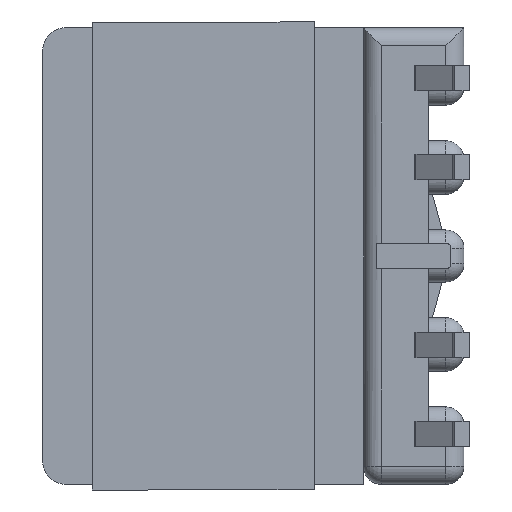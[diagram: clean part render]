
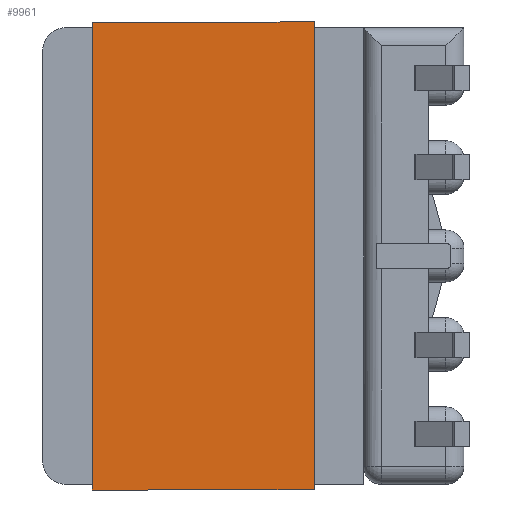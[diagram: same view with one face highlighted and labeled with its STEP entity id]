
A CAD part, left-side view. The second image highlights one B-rep face of the part: STEP entity #9961.
In plain terms, the highlighted planar face has unit normal (-1, 0, 0).
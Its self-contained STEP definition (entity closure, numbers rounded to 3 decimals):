
#73 = EDGE_CURVE ( 'NONE', #10773, #4224, #9788, .T. ) ;
#169 = CARTESIAN_POINT ( 'NONE',  ( -0.16, -12.96, -6.22 ) ) ;
#469 = CARTESIAN_POINT ( 'NONE',  ( -0.16, -12.96, -6.22 ) ) ;
#591 = CARTESIAN_POINT ( 'NONE',  ( -0.16, 0.16, -6.22 ) ) ;
#1314 = EDGE_CURVE ( 'NONE', #4224, #4754, #6025, .T. ) ;
#1393 = PLANE ( 'NONE',  #4503 ) ;
#1560 = CARTESIAN_POINT ( 'NONE',  ( -0.16, 0.16, -6.22 ) ) ;
#1573 = EDGE_CURVE ( 'NONE', #2141, #4754, #10313, .T. ) ;
#2141 = VERTEX_POINT ( 'NONE', #3928 ) ;
#2239 = DIRECTION ( 'NONE',  ( 0., -1., 0. ) ) ;
#2756 = VECTOR ( 'NONE', #2239, 1000. ) ;
#2875 = ORIENTED_EDGE ( 'NONE', *, *, #1573, .F. ) ;
#3406 = VECTOR ( 'NONE', #5234, 1000. ) ;
#3420 = FACE_OUTER_BOUND ( 'NONE', #9128, .T. ) ;
#3907 = DIRECTION ( 'NONE',  ( 0., 0., 1. ) ) ;
#3928 = CARTESIAN_POINT ( 'NONE',  ( -0.16, 0.16, 0. ) ) ;
#3963 = CARTESIAN_POINT ( 'NONE',  ( -0.16, -12.96, -6.22 ) ) ;
#4224 = VERTEX_POINT ( 'NONE', #469 ) ;
#4503 = AXIS2_PLACEMENT_3D ( 'NONE', #10584, #6875, #5098 ) ;
#4671 = EDGE_CURVE ( 'NONE', #10773, #2141, #8443, .T. ) ;
#4754 = VERTEX_POINT ( 'NONE', #5305 ) ;
#5037 = ORIENTED_EDGE ( 'NONE', *, *, #1314, .T. ) ;
#5098 = DIRECTION ( 'NONE',  ( 0., 0., 1. ) ) ;
#5234 = DIRECTION ( 'NONE',  ( 0., 0., 1. ) ) ;
#5305 = CARTESIAN_POINT ( 'NONE',  ( -0.16, -12.96, 0. ) ) ;
#5711 = VECTOR ( 'NONE', #3907, 1000. ) ;
#5973 = ORIENTED_EDGE ( 'NONE', *, *, #73, .T. ) ;
#6025 = LINE ( 'NONE', #169, #5711 ) ;
#6400 = CARTESIAN_POINT ( 'NONE',  ( -0.16, -12.96, 0. ) ) ;
#6875 = DIRECTION ( 'NONE',  ( -1., 0., 0. ) ) ;
#7899 = VECTOR ( 'NONE', #9077, 1000. ) ;
#8443 = LINE ( 'NONE', #1560, #3406 ) ;
#9051 = ORIENTED_EDGE ( 'NONE', *, *, #4671, .F. ) ;
#9077 = DIRECTION ( 'NONE',  ( 0., -1., 0. ) ) ;
#9128 = EDGE_LOOP ( 'NONE', ( #2875, #9051, #5973, #5037 ) ) ;
#9788 = LINE ( 'NONE', #3963, #2756 ) ;
#9961 = ADVANCED_FACE ( 'NONE', ( #3420 ), #1393, .T. ) ;
#10313 = LINE ( 'NONE', #6400, #7899 ) ;
#10584 = CARTESIAN_POINT ( 'NONE',  ( -0.16, -12.96, -6.22 ) ) ;
#10773 = VERTEX_POINT ( 'NONE', #591 ) ;
